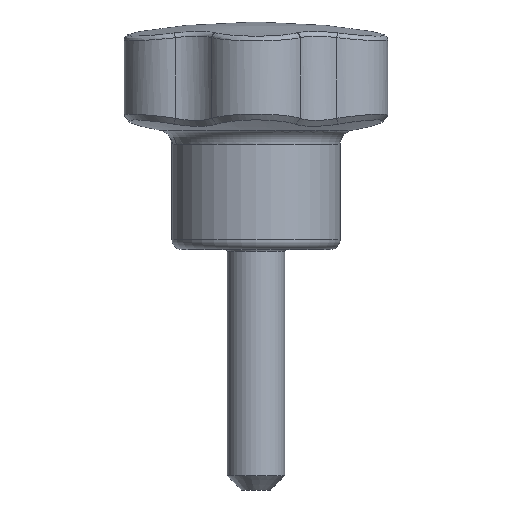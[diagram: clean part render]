
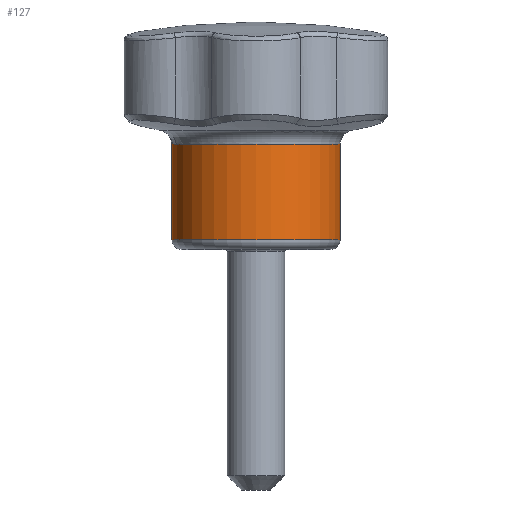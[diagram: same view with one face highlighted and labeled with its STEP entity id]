
A CAD part, front view. The second image highlights one B-rep face of the part: STEP entity #127.
In plain terms, the highlighted cylindrical face has radius 8.75 mm (diameter 17.5 mm), a full revolution.
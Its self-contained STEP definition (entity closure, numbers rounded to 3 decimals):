
#127 = ADVANCED_FACE( '', ( #274, #275 ), #276, .T. );
#274 = FACE_OUTER_BOUND( '', #1674, .T. );
#275 = FACE_OUTER_BOUND( '', #1675, .T. );
#276 = CYLINDRICAL_SURFACE( '', #1676, 8.75 );
#1674 = EDGE_LOOP( '', ( #3348 ) );
#1675 = EDGE_LOOP( '', ( #3349 ) );
#1676 = AXIS2_PLACEMENT_3D( '', #3350, #3351, #3352 );
#3348 = ORIENTED_EDGE( '', *, *, #3592, .T. );
#3349 = ORIENTED_EDGE( '', *, *, #3593, .T. );
#3350 = CARTESIAN_POINT( '', ( 0., 0., 23.65 ) );
#3351 = DIRECTION( '', ( 0., 0., -1. ) );
#3352 = DIRECTION( '', ( 1., 0., 0. ) );
#3592 = EDGE_CURVE( '', #3790, #3790, #3791, .T. );
#3593 = EDGE_CURVE( '', #3792, #3792, #3793, .F. );
#3790 = VERTEX_POINT( '', #5289 );
#3791 = CIRCLE( '', #5290, 8.75 );
#3792 = VERTEX_POINT( '', #5291 );
#3793 = CIRCLE( '', #5292, 8.75 );
#5289 = CARTESIAN_POINT( '', ( 8.75, 0., 1. ) );
#5290 = AXIS2_PLACEMENT_3D( '', #5901, #5902, #5903 );
#5291 = CARTESIAN_POINT( '', ( 8.75, 0., 10.917 ) );
#5292 = AXIS2_PLACEMENT_3D( '', #5904, #5905, #5906 );
#5901 = CARTESIAN_POINT( '', ( 0., 0., 1. ) );
#5902 = DIRECTION( '', ( 0., 0., 1. ) );
#5903 = DIRECTION( '', ( 1., 0., 0. ) );
#5904 = CARTESIAN_POINT( '', ( 0., 0., 10.917 ) );
#5905 = DIRECTION( '', ( 0., 0., 1. ) );
#5906 = DIRECTION( '', ( 1., 0., 0. ) );
